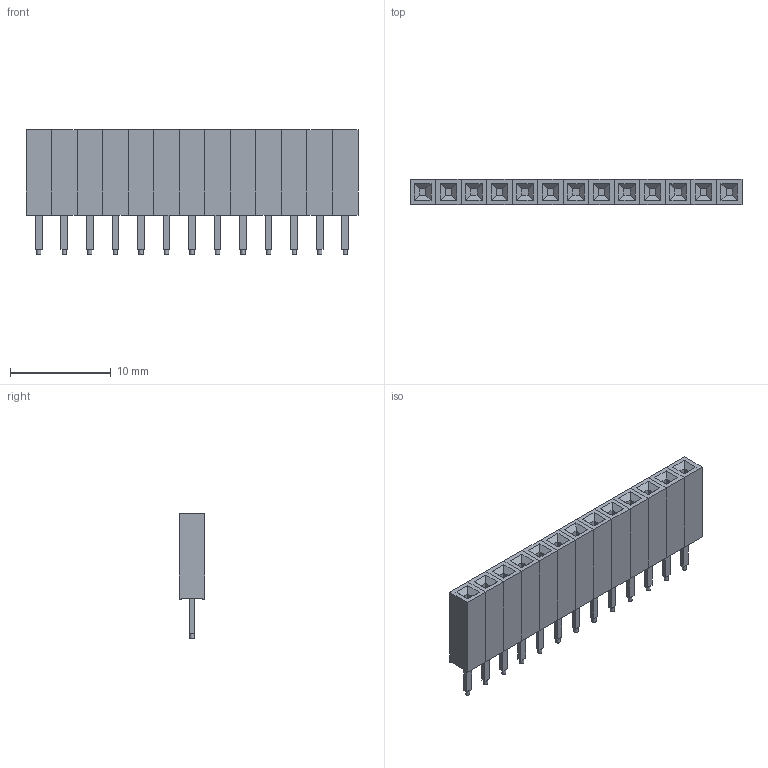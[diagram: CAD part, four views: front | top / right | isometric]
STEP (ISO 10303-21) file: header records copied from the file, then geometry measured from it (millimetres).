
FILE_DESCRIPTION(('STEP AP214'), '1');
FILE_NAME('Rozetka_SNP346_13-1', '2019-10-18T08:38:10', ('UNSPECIFIED'), ('UNSPECIFIED'), 'ASCON STEP Converter 1.3', 'ASCON Math Kernel', '');
FILE_SCHEMA(('AUTOMOTIVE_DESIGN { 1 0 10303 214 3 1 1}'));
Length unit declared in the file: millimetre
Assembly tree (13 placements, depth 2):
  (unnamed)
    (unnamed)  x13
Bounding box: 33.02 x 2.5 x 12.4 mm (x, y, z)
Volume: 675.5 mm3; surface area: 1549.9 mm2
Topology: 13 solids, 13 shells, 351 faces, 819 edges, 520 vertices
Faces by surface type: plane 338, cylinder 13
Full cylindrical faces by diameter (mm): 0.42 x13
Entity records: 1358 total; most frequent: DIRECTION 148, CARTESIAN_POINT 143, ORIENTED_EDGE 124, EDGE_CURVE 62, LINE 58, VECTOR 58, AXIS2_PLACEMENT_3D 45, VERTEX_POINT 40
